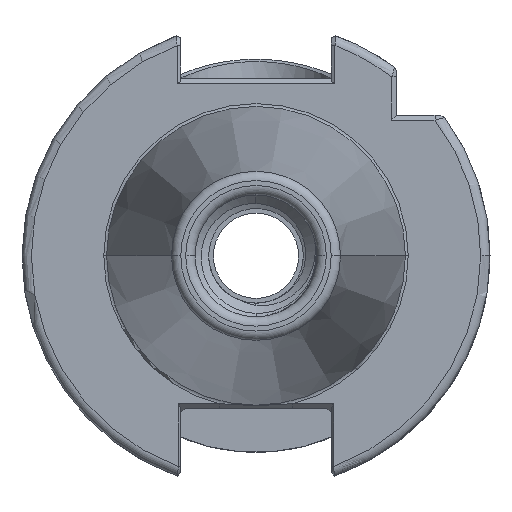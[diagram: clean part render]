
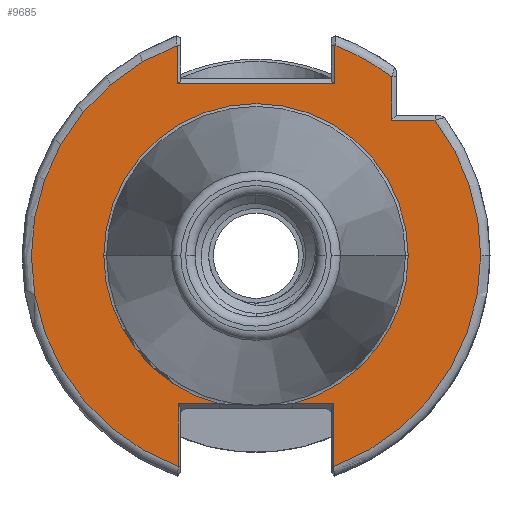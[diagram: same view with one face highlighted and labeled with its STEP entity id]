
A CAD part, left-side view. The second image highlights one B-rep face of the part: STEP entity #9685.
In plain terms, the highlighted planar face has unit normal (-1, 0, 0).
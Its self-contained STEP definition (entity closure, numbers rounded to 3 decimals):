
#162 = AXIS2_PLACEMENT_3D ( 'NONE', #3428, #3415, #3405 ) ;
#172 = AXIS2_PLACEMENT_3D ( 'NONE', #5415, #5407, #5398 ) ;
#191 = AXIS2_PLACEMENT_3D ( 'NONE', #9069, #9082, #9098 ) ;
#212 = AXIS2_PLACEMENT_3D ( 'NONE', #812, #808, #823 ) ;
#220 = AXIS2_PLACEMENT_3D ( 'NONE', #9253, #9241, #9249 ) ;
#233 = AXIS2_PLACEMENT_3D ( 'NONE', #4637, #7174, #7199 ) ;
#271 = AXIS2_PLACEMENT_3D ( 'NONE', #7255, #7314, #7267 ) ;
#320 = EDGE_CURVE ( 'NONE', #19573, #19492, #19283, .T. ) ;
#430 = EDGE_CURVE ( 'NONE', #19872, #19679, #19352, .T. ) ;
#468 = EDGE_CURVE ( 'NONE', #19896, #19875, #6655, .T. ) ;
#484 = EDGE_CURVE ( 'NONE', #19637, #19644, #6610, .T. ) ;
#503 = EDGE_CURVE ( 'NONE', #19687, #19906, #6694, .T. ) ;
#506 = EDGE_CURVE ( 'NONE', #19590, #19646, #6700, .T. ) ;
#508 = EDGE_CURVE ( 'NONE', #19638, #19687, #6698, .T. ) ;
#516 = EDGE_CURVE ( 'NONE', #19679, #19573, #6800, .T. ) ;
#517 = EDGE_CURVE ( 'NONE', #19646, #19637, #6836, .T. ) ;
#526 = EDGE_CURVE ( 'NONE', #19649, #19685, #6773, .T. ) ;
#535 = EDGE_CURVE ( 'NONE', #19672, #19638, #6788, .T. ) ;
#539 = EDGE_CURVE ( 'NONE', #19644, #19649, #6755, .T. ) ;
#640 = DIRECTION ( 'NONE',  ( 0., 0., 1. ) ) ;
#661 = CARTESIAN_POINT ( 'NONE',  ( 0., -8.288, -22.61 ) ) ;
#679 = DIRECTION ( 'NONE',  ( 0., 0., -1. ) ) ;
#682 = CARTESIAN_POINT ( 'NONE',  ( 0., -14.5, 18.735 ) ) ;
#683 = DIRECTION ( 'NONE',  ( 0., 0., 1. ) ) ;
#726 = DIRECTION ( 'NONE',  ( 0., 1., 0. ) ) ;
#745 = CARTESIAN_POINT ( 'NONE',  ( 0., 16.342, 18.4 ) ) ;
#808 = DIRECTION ( 'NONE',  ( -1., 0., 0. ) ) ;
#812 = CARTESIAN_POINT ( 'NONE',  ( 0., 0., 0. ) ) ;
#823 = DIRECTION ( 'NONE',  ( 0., -1., 0. ) ) ;
#840 = DIRECTION ( 'NONE',  ( 0., 0., -1. ) ) ;
#885 = CARTESIAN_POINT ( 'NONE',  ( 0., -8.434, 0. ) ) ;
#1146 = DIRECTION ( 'NONE',  ( 0., 1., 0. ) ) ;
#1158 = CARTESIAN_POINT ( 'NONE',  ( 0., 8.288, -16.3 ) ) ;
#1177 = CARTESIAN_POINT ( 'NONE',  ( 0., -15., 14.5 ) ) ;
#1192 = EDGE_CURVE ( 'NONE', #19685, #19672, #6965, .T. ) ;
#1193 = EDGE_CURVE ( 'NONE', #19492, #19590, #6878, .T. ) ;
#1314 = PLANE ( 'NONE',  #7601 ) ;
#1315 = CARTESIAN_POINT ( 'NONE',  ( 0., 16.342, 0. ) ) ;
#1324 = DIRECTION ( 'NONE',  ( -1., 0., 0. ) ) ;
#1330 = DIRECTION ( 'NONE',  ( 0., -1., 0. ) ) ;
#3111 = EDGE_CURVE ( 'NONE', #19906, #19896, #7191, .T. ) ;
#3125 = EDGE_CURVE ( 'NONE', #19875, #19872, #7105, .T. ) ;
#3405 = DIRECTION ( 'NONE',  ( 0., -1., 0. ) ) ;
#3415 = DIRECTION ( 'NONE',  ( -1., 0., 0. ) ) ;
#3428 = CARTESIAN_POINT ( 'NONE',  ( 0., 0., 0. ) ) ;
#4637 = CARTESIAN_POINT ( 'NONE',  ( 0., 0., 0. ) ) ;
#5398 = DIRECTION ( 'NONE',  ( 0., -1., 0. ) ) ;
#5403 = DIRECTION ( 'NONE',  ( 0., 0., 1. ) ) ;
#5406 = CARTESIAN_POINT ( 'NONE',  ( 0., 8.434, 0. ) ) ;
#5407 = DIRECTION ( 'NONE',  ( -1., 0., 0. ) ) ;
#5415 = CARTESIAN_POINT ( 'NONE',  ( 0., 0., 0. ) ) ;
#6355 = FACE_OUTER_BOUND ( 'NONE', #19371, .T. ) ;
#6610 = CIRCLE ( 'NONE', #220, 24. ) ;
#6624 = VECTOR ( 'NONE', #640, 1000. ) ;
#6655 = CIRCLE ( 'NONE', #191, 16.262 ) ;
#6694 = LINE ( 'NONE', #9340, #6704 ) ;
#6698 = LINE ( 'NONE', #1158, #6624 ) ;
#6700 = LINE ( 'NONE', #1177, #6702 ) ;
#6702 = VECTOR ( 'NONE', #1146, 1000. ) ;
#6704 = VECTOR ( 'NONE', #9365, 1000. ) ;
#6724 = VECTOR ( 'NONE', #726, 1000. ) ;
#6737 = VECTOR ( 'NONE', #679, 1000. ) ;
#6755 = LINE ( 'NONE', #885, #6802 ) ;
#6773 = LINE ( 'NONE', #745, #6724 ) ;
#6777 = VECTOR ( 'NONE', #683, 1000. ) ;
#6788 = CIRCLE ( 'NONE', #212, 24. ) ;
#6800 = LINE ( 'NONE', #661, #6737 ) ;
#6802 = VECTOR ( 'NONE', #840, 1000. ) ;
#6836 = LINE ( 'NONE', #682, #6777 ) ;
#6872 = VECTOR ( 'NONE', #5403, 1000. ) ;
#6878 = CIRCLE ( 'NONE', #172, 24. ) ;
#6965 = LINE ( 'NONE', #5406, #6872 ) ;
#7105 = CIRCLE ( 'NONE', #271, 16.262 ) ;
#7174 = DIRECTION ( 'NONE',  ( 1., 0., 0. ) ) ;
#7191 = CIRCLE ( 'NONE', #233, 16.262 ) ;
#7199 = DIRECTION ( 'NONE',  ( 0., -1., 0. ) ) ;
#7255 = CARTESIAN_POINT ( 'NONE',  ( 0., 0., 0. ) ) ;
#7267 = DIRECTION ( 'NONE',  ( 0., -1., 0. ) ) ;
#7314 = DIRECTION ( 'NONE',  ( 1., 0., 0. ) ) ;
#7601 = AXIS2_PLACEMENT_3D ( 'NONE', #1315, #1324, #1330 ) ;
#8762 = CARTESIAN_POINT ( 'NONE',  ( 0., -8.288, -15.8 ) ) ;
#8763 = DIRECTION ( 'NONE',  ( 0., -1., 0. ) ) ;
#9069 = CARTESIAN_POINT ( 'NONE',  ( 0., 0., 0. ) ) ;
#9082 = DIRECTION ( 'NONE',  ( 1., 0., 0. ) ) ;
#9098 = DIRECTION ( 'NONE',  ( 0., -1., 0. ) ) ;
#9241 = DIRECTION ( 'NONE',  ( -1., 0., 0. ) ) ;
#9249 = DIRECTION ( 'NONE',  ( 0., -1., 0. ) ) ;
#9253 = CARTESIAN_POINT ( 'NONE',  ( 0., 0., 0. ) ) ;
#9340 = CARTESIAN_POINT ( 'NONE',  ( 0., -8.288, -15.8 ) ) ;
#9365 = DIRECTION ( 'NONE',  ( 0., -1., 0. ) ) ;
#9685 = ADVANCED_FACE ( 'NONE', ( #6355 ), #1314, .T. ) ;
#18627 = CARTESIAN_POINT ( 'NONE',  ( 0., -24., 0. ) ) ;
#18640 = CARTESIAN_POINT ( 'NONE',  ( 0., -8.288, -22.523 ) ) ;
#18658 = CARTESIAN_POINT ( 'NONE',  ( 0., -19.125, 14.5 ) ) ;
#18699 = CARTESIAN_POINT ( 'NONE',  ( 0., -8.288, -15.8 ) ) ;
#18704 = CARTESIAN_POINT ( 'NONE',  ( 0., 8.288, -22.523 ) ) ;
#18706 = CARTESIAN_POINT ( 'NONE',  ( 0., -8.434, 22.469 ) ) ;
#18715 = CARTESIAN_POINT ( 'NONE',  ( 0., -8.434, 18.4 ) ) ;
#18719 = CARTESIAN_POINT ( 'NONE',  ( 0., -14.5, 14.5 ) ) ;
#18728 = CARTESIAN_POINT ( 'NONE',  ( 0., -14.5, 19.125 ) ) ;
#18756 = CARTESIAN_POINT ( 'NONE',  ( 0., 8.434, 22.469 ) ) ;
#18793 = CARTESIAN_POINT ( 'NONE',  ( 0., 8.434, 18.4 ) ) ;
#18801 = CARTESIAN_POINT ( 'NONE',  ( 0., 8.288, -15.8 ) ) ;
#18935 = CARTESIAN_POINT ( 'NONE',  ( 0., -3.851, -15.8 ) ) ;
#18969 = CARTESIAN_POINT ( 'NONE',  ( 0., 16.262, 0. ) ) ;
#18971 = CARTESIAN_POINT ( 'NONE',  ( 0., 3.851, -15.8 ) ) ;
#18975 = CARTESIAN_POINT ( 'NONE',  ( 0., -16.262, 0. ) ) ;
#19283 = CIRCLE ( 'NONE', #162, 24. ) ;
#19339 = VECTOR ( 'NONE', #8763, 1000. ) ;
#19352 = LINE ( 'NONE', #8762, #19339 ) ;
#19371 = EDGE_LOOP ( 'NONE', ( #20604, #20589, #20600, #20639, #20661, #20653, #20625, #20624, #20647, #20623, #20645, #20656, #20644, #20634, #20636, #20646 ) ) ;
#19492 = VERTEX_POINT ( 'NONE', #18627 ) ;
#19573 = VERTEX_POINT ( 'NONE', #18640 ) ;
#19590 = VERTEX_POINT ( 'NONE', #18658 ) ;
#19637 = VERTEX_POINT ( 'NONE', #18728 ) ;
#19638 = VERTEX_POINT ( 'NONE', #18704 ) ;
#19644 = VERTEX_POINT ( 'NONE', #18706 ) ;
#19646 = VERTEX_POINT ( 'NONE', #18719 ) ;
#19649 = VERTEX_POINT ( 'NONE', #18715 ) ;
#19672 = VERTEX_POINT ( 'NONE', #18756 ) ;
#19679 = VERTEX_POINT ( 'NONE', #18699 ) ;
#19685 = VERTEX_POINT ( 'NONE', #18793 ) ;
#19687 = VERTEX_POINT ( 'NONE', #18801 ) ;
#19872 = VERTEX_POINT ( 'NONE', #18935 ) ;
#19875 = VERTEX_POINT ( 'NONE', #18975 ) ;
#19896 = VERTEX_POINT ( 'NONE', #18969 ) ;
#19906 = VERTEX_POINT ( 'NONE', #18971 ) ;
#20589 = ORIENTED_EDGE ( 'NONE', *, *, #468, .T. ) ;
#20600 = ORIENTED_EDGE ( 'NONE', *, *, #3125, .T. ) ;
#20604 = ORIENTED_EDGE ( 'NONE', *, *, #3111, .T. ) ;
#20623 = ORIENTED_EDGE ( 'NONE', *, *, #484, .T. ) ;
#20624 = ORIENTED_EDGE ( 'NONE', *, *, #506, .T. ) ;
#20625 = ORIENTED_EDGE ( 'NONE', *, *, #1193, .T. ) ;
#20634 = ORIENTED_EDGE ( 'NONE', *, *, #535, .T. ) ;
#20636 = ORIENTED_EDGE ( 'NONE', *, *, #508, .T. ) ;
#20639 = ORIENTED_EDGE ( 'NONE', *, *, #430, .T. ) ;
#20644 = ORIENTED_EDGE ( 'NONE', *, *, #1192, .T. ) ;
#20645 = ORIENTED_EDGE ( 'NONE', *, *, #539, .T. ) ;
#20646 = ORIENTED_EDGE ( 'NONE', *, *, #503, .T. ) ;
#20647 = ORIENTED_EDGE ( 'NONE', *, *, #517, .T. ) ;
#20653 = ORIENTED_EDGE ( 'NONE', *, *, #320, .T. ) ;
#20656 = ORIENTED_EDGE ( 'NONE', *, *, #526, .T. ) ;
#20661 = ORIENTED_EDGE ( 'NONE', *, *, #516, .T. ) ;
